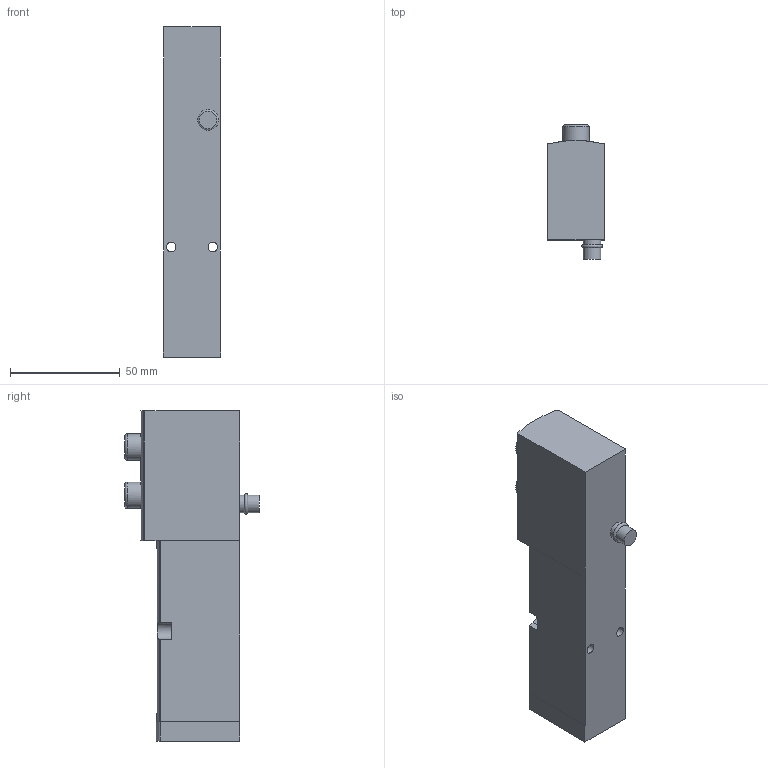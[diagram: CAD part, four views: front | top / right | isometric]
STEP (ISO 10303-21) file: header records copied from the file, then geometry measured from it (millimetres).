
FILE_DESCRIPTION(/* description */ ('STEP AP214'),/* implementation_level */ '2;1');
FILE_NAME(/* name */ '8026638_VSVA-B-P53EP-ZD-A1-1T1L',/* time_stamp */ '2024-09-17T08:34:27+02:00',/* author */ ('License CC BY-ND 4.0'),/* organization */ ('CADENAS'),/* preprocessor_version */ 'ST-DEVELOPER v19.3',/* originating_system */ 'PARTsolutions',/* authorisation */ ' ');
FILE_SCHEMA (('AUTOMOTIVE_DESIGN {1 0 10303 214 3 1 1}'));
Length unit declared in the file: millimetre
Products named in the file (1): 8026638 VSVA-B-P53EP-ZD-A1-1T1L
Bounding box: 26.2 x 61.3 x 150.8 mm (x, y, z)
Volume: 157242.5 mm3; surface area: 23922.4 mm2
Topology: 1 solids, 1 shells, 80 faces, 201 edges, 132 vertices
Faces by surface type: plane 42, cylinder 35, torus 3
Full cylindrical faces by diameter (mm): 4.3 x2, 8 x2, 12 x2
Entity records: 2985 total; most frequent: CARTESIAN_POINT 441, DIRECTION 422, ORIENTED_EDGE 384, EDGE_CURVE 192, AXIS2_PLACEMENT_3D 153, VERTEX_POINT 132, LINE 116, VECTOR 116
